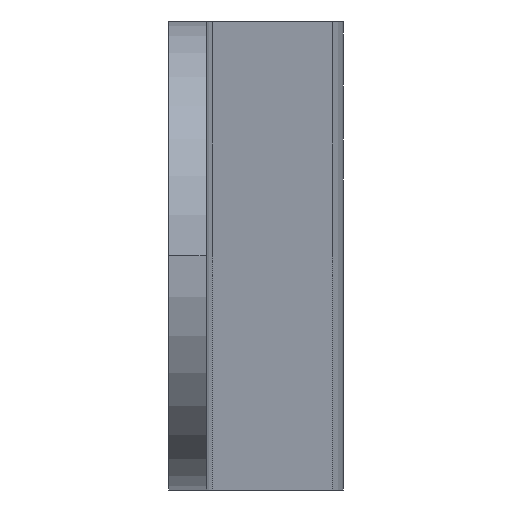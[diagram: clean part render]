
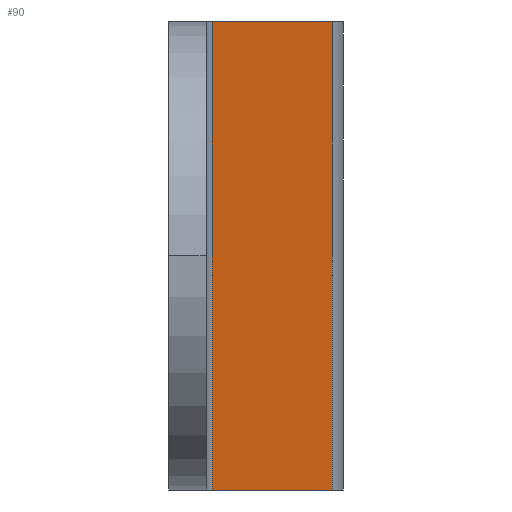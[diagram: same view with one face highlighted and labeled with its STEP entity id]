
A CAD part, left-side view. The second image highlights one B-rep face of the part: STEP entity #90.
In plain terms, the highlighted planar face has unit normal (-0.5, -0.866, 0).
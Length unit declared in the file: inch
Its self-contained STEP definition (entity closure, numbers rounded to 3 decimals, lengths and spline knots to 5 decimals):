
#17 = EDGE_CURVE ( 'NONE', #164, #557, #327, .T. ) ;
#90 = ADVANCED_FACE ( 'NONE', ( #377 ), #872, .F. ) ;
#97 = EDGE_CURVE ( 'NONE', #557, #808, #669, .T. ) ;
#98 = ORIENTED_EDGE ( 'NONE', *, *, #17, .T. ) ;
#104 = ORIENTED_EDGE ( 'NONE', *, *, #97, .T. ) ;
#115 = AXIS2_PLACEMENT_3D ( 'NONE', #462, #529, #524 ) ;
#164 = VERTEX_POINT ( 'NONE', #292 ) ;
#239 = CARTESIAN_POINT ( 'NONE',  ( 2.00265, -0.1401, 0.75 ) ) ;
#247 = DIRECTION ( 'NONE',  ( 0.866, -0.5, 0. ) ) ;
#292 = CARTESIAN_POINT ( 'NONE',  ( 2.00265, -0.1401, 0.75 ) ) ;
#327 = LINE ( 'NONE', #239, #748 ) ;
#337 = CARTESIAN_POINT ( 'NONE',  ( 2.66729, -0.52383, -0.75 ) ) ;
#343 = CARTESIAN_POINT ( 'NONE',  ( 1.94, -0.10392, 0.75 ) ) ;
#377 = FACE_OUTER_BOUND ( 'NONE', #593, .T. ) ;
#407 = DIRECTION ( 'NONE',  ( 0.866, -0.5, 0. ) ) ;
#417 = LINE ( 'NONE', #631, #780 ) ;
#423 = ORIENTED_EDGE ( 'NONE', *, *, #697, .F. ) ;
#454 = ORIENTED_EDGE ( 'NONE', *, *, #876, .F. ) ;
#456 = DIRECTION ( 'NONE',  ( 0., 0., -1. ) ) ;
#461 = VECTOR ( 'NONE', #407, 39.37008 ) ;
#462 = CARTESIAN_POINT ( 'NONE',  ( 1.94, -0.10392, 0.75 ) ) ;
#512 = DIRECTION ( 'NONE',  ( 0., 0., -1. ) ) ;
#513 = VERTEX_POINT ( 'NONE', #818 ) ;
#524 = DIRECTION ( 'NONE',  ( -0.866, 0.5, 0. ) ) ;
#529 = DIRECTION ( 'NONE',  ( 0.5, 0.866, 0. ) ) ;
#532 = LINE ( 'NONE', #343, #461 ) ;
#557 = VERTEX_POINT ( 'NONE', #625 ) ;
#593 = EDGE_LOOP ( 'NONE', ( #104, #454, #423, #98 ) ) ;
#625 = CARTESIAN_POINT ( 'NONE',  ( 2.00265, -0.1401, -0.75 ) ) ;
#631 = CARTESIAN_POINT ( 'NONE',  ( 2.66729, -0.52383, 0.75 ) ) ;
#647 = VECTOR ( 'NONE', #247, 39.37008 ) ;
#669 = LINE ( 'NONE', #860, #647 ) ;
#697 = EDGE_CURVE ( 'NONE', #164, #513, #532, .T. ) ;
#748 = VECTOR ( 'NONE', #456, 39.37008 ) ;
#780 = VECTOR ( 'NONE', #512, 39.37008 ) ;
#808 = VERTEX_POINT ( 'NONE', #337 ) ;
#818 = CARTESIAN_POINT ( 'NONE',  ( 2.66729, -0.52383, 0.75 ) ) ;
#860 = CARTESIAN_POINT ( 'NONE',  ( 1.94, -0.10392, -0.75 ) ) ;
#872 = PLANE ( 'NONE',  #115 ) ;
#876 = EDGE_CURVE ( 'NONE', #513, #808, #417, .T. ) ;
